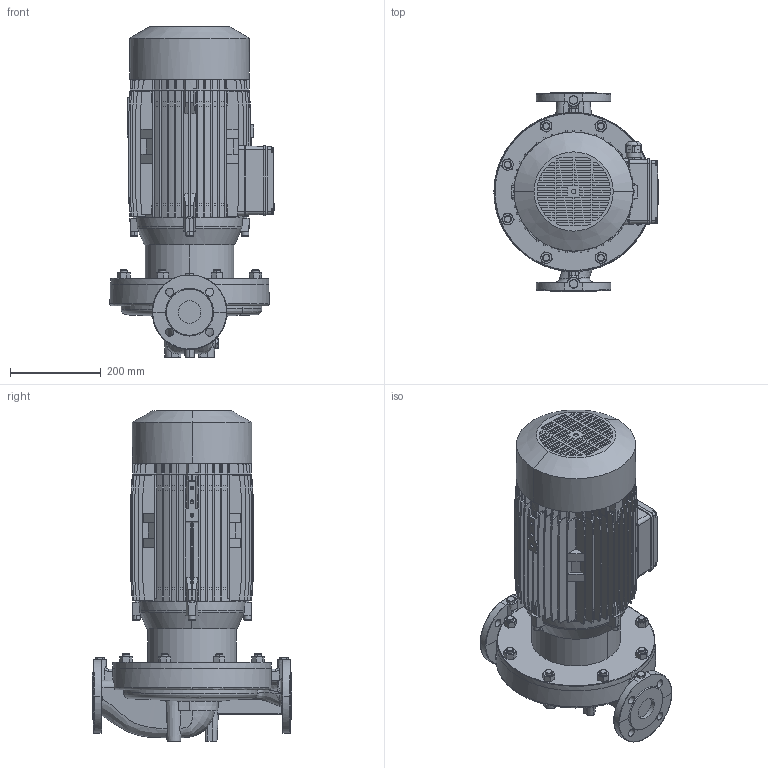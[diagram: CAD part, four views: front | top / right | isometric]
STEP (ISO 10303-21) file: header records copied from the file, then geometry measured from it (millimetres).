
FILE_DESCRIPTION (( 'STEP AP203' ), '1' );
FILE_NAME ('4.93.504.10swa02.step', '2023-06-09T08:13:35', ( '' ), ( '' ), 'SwSTEP 2.0', 'SolidWorks 2020', '' );
FILE_SCHEMA (( 'CONFIG_CONTROL_DESIGN' ));
Length unit declared in the file: millimetre
Products named in the file (2): 4.93.504.10swa02; 4.93.504.10^4.93.504.10swa02
Assembly tree (1 placements, depth 2):
  4.93.504.10swa02
    4.93.504.10^4.93.504.10swa02
Bounding box: 362.82 x 440 x 730.64 mm (x, y, z)
Surface area: 1421310 mm2 (no closed solid volume)
Topology: 0 solids, 5 shells, 2983 faces, 8466 edges, 5587 vertices
Faces by surface type: plane 1288, bspline 1142, cone 307, cylinder 225, torus 15, sphere 6
Entity records: 138957 total; most frequent: CARTESIAN_POINT 73340, ORIENTED_EDGE 16890, EDGE_CURVE 8446, DIRECTION 8226, VERTEX_POINT 5587, B_SPLINE_CURVE_WITH_KNOTS 4575, EDGE_LOOP 3132, LINE 3106
